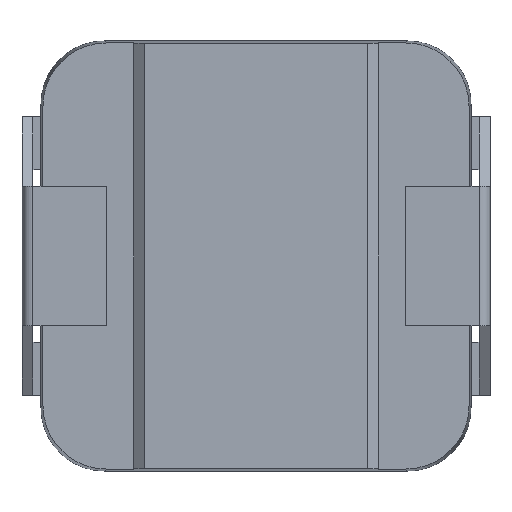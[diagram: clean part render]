
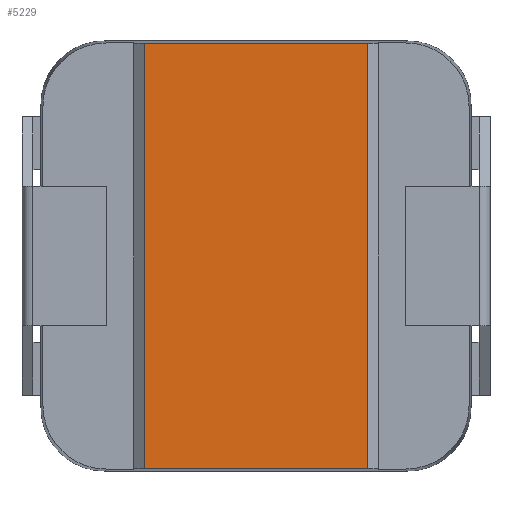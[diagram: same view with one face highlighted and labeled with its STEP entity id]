
A CAD part, front view. The second image highlights one B-rep face of the part: STEP entity #5229.
In plain terms, the highlighted planar face has unit normal (0, -1, 0).
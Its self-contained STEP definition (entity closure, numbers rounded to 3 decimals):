
#28 = CARTESIAN_POINT ( 'NONE',  ( 2.65, 0., -5.049 ) ) ;
#57 = VECTOR ( 'NONE', #2296, 1000. ) ;
#94 = CARTESIAN_POINT ( 'NONE',  ( 2.65, 0., 0. ) ) ;
#453 = AXIS2_PLACEMENT_3D ( 'NONE', #3010, #639, #3480 ) ;
#576 = DIRECTION ( 'NONE',  ( 0., 0., 1. ) ) ;
#606 = ORIENTED_EDGE ( 'NONE', *, *, #1620, .T. ) ;
#639 = DIRECTION ( 'NONE',  ( 0., 1., 0. ) ) ;
#915 = VERTEX_POINT ( 'NONE', #3778 ) ;
#947 = DIRECTION ( 'NONE',  ( 1., 0., 0. ) ) ;
#999 = ORIENTED_EDGE ( 'NONE', *, *, #3920, .F. ) ;
#1328 = VECTOR ( 'NONE', #947, 1000. ) ;
#1421 = ORIENTED_EDGE ( 'NONE', *, *, #3600, .F. ) ;
#1541 = VECTOR ( 'NONE', #5716, 1000. ) ;
#1620 = EDGE_CURVE ( 'NONE', #915, #3174, #1843, .T. ) ;
#1753 = VERTEX_POINT ( 'NONE', #28 ) ;
#1804 = CARTESIAN_POINT ( 'NONE',  ( -5.1, 0., -5.049 ) ) ;
#1821 = CARTESIAN_POINT ( 'NONE',  ( 2.65, 0., 5.049 ) ) ;
#1843 = LINE ( 'NONE', #1912, #1541 ) ;
#1912 = CARTESIAN_POINT ( 'NONE',  ( -2.65, 0., 0. ) ) ;
#1985 = CARTESIAN_POINT ( 'NONE',  ( -5.1, 0., 5.049 ) ) ;
#2296 = DIRECTION ( 'NONE',  ( -1., 0., 0. ) ) ;
#2645 = EDGE_CURVE ( 'NONE', #1753, #3582, #2918, .T. ) ;
#2787 = LINE ( 'NONE', #1985, #1328 ) ;
#2918 = LINE ( 'NONE', #94, #4121 ) ;
#3010 = CARTESIAN_POINT ( 'NONE',  ( 0., 0., 0. ) ) ;
#3174 = VERTEX_POINT ( 'NONE', #3528 ) ;
#3480 = DIRECTION ( 'NONE',  ( 0., 0., 1. ) ) ;
#3528 = CARTESIAN_POINT ( 'NONE',  ( -2.65, 0., -5.049 ) ) ;
#3582 = VERTEX_POINT ( 'NONE', #1821 ) ;
#3600 = EDGE_CURVE ( 'NONE', #915, #3582, #2787, .T. ) ;
#3778 = CARTESIAN_POINT ( 'NONE',  ( -2.65, 0., 5.049 ) ) ;
#3860 = ORIENTED_EDGE ( 'NONE', *, *, #2645, .T. ) ;
#3868 = FACE_OUTER_BOUND ( 'NONE', #4083, .T. ) ;
#3920 = EDGE_CURVE ( 'NONE', #1753, #3174, #6299, .T. ) ;
#4083 = EDGE_LOOP ( 'NONE', ( #1421, #606, #999, #3860 ) ) ;
#4121 = VECTOR ( 'NONE', #576, 1000. ) ;
#5229 = ADVANCED_FACE ( 'NONE', ( #3868 ), #5922, .F. ) ;
#5716 = DIRECTION ( 'NONE',  ( 0., 0., -1. ) ) ;
#5922 = PLANE ( 'NONE',  #453 ) ;
#6299 = LINE ( 'NONE', #1804, #57 ) ;
